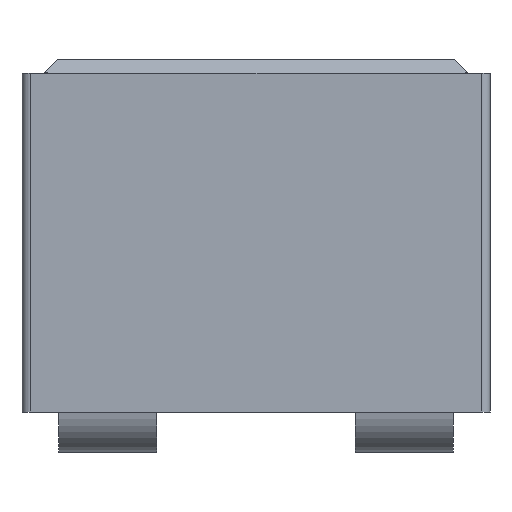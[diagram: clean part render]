
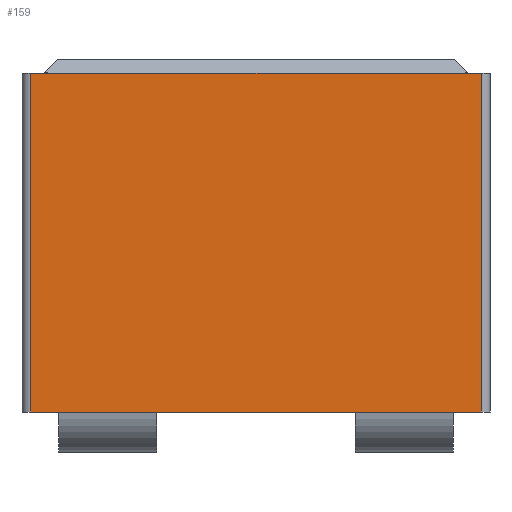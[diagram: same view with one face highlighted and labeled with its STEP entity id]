
A CAD part, left-side view. The second image highlights one B-rep face of the part: STEP entity #159.
In plain terms, the highlighted planar face has unit normal (-1, 0, 0).
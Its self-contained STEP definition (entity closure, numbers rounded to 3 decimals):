
#159 = ADVANCED_FACE( '', ( #401 ), #402, .T. );
#401 = FACE_OUTER_BOUND( '', #734, .T. );
#402 = PLANE( '', #735 );
#734 = EDGE_LOOP( '', ( #1182, #1183, #1184, #1185 ) );
#735 = AXIS2_PLACEMENT_3D( '', #1186, #1187, #1188 );
#1182 = ORIENTED_EDGE( '', *, *, #2266, .T. );
#1183 = ORIENTED_EDGE( '', *, *, #2247, .F. );
#1184 = ORIENTED_EDGE( '', *, *, #2267, .T. );
#1185 = ORIENTED_EDGE( '', *, *, #2222, .F. );
#1186 = CARTESIAN_POINT( '', ( -5.8, -5.25, 7.9 ) );
#1187 = DIRECTION( '', ( -1., 0., 0. ) );
#1188 = DIRECTION( '', ( 0., -1., 0. ) );
#2222 = EDGE_CURVE( '', #2620, #2621, #2622, .T. );
#2247 = EDGE_CURVE( '', #2666, #2668, #2669, .T. );
#2266 = EDGE_CURVE( '', #2620, #2668, #2697, .F. );
#2267 = EDGE_CURVE( '', #2666, #2621, #2698, .T. );
#2620 = VERTEX_POINT( '', #3198 );
#2621 = VERTEX_POINT( '', #3199 );
#2622 = LINE( '', #3200, #3201 );
#2666 = VERTEX_POINT( '', #3258 );
#2668 = VERTEX_POINT( '', #3260 );
#2669 = LINE( '', #3261, #3262 );
#2697 = LINE( '', #3317, #3318 );
#2698 = LINE( '', #3319, #3320 );
#3198 = CARTESIAN_POINT( '', ( -5.8, -5.05, 0. ) );
#3199 = CARTESIAN_POINT( '', ( -5.8, 5.05, 0. ) );
#3200 = CARTESIAN_POINT( '', ( -5.8, -5.25, 0. ) );
#3201 = VECTOR( '', #4412, 1000. );
#3258 = CARTESIAN_POINT( '', ( -5.8, 5.05, 7.6 ) );
#3260 = CARTESIAN_POINT( '', ( -5.8, -5.05, 7.6 ) );
#3261 = CARTESIAN_POINT( '', ( -5.8, 5.25, 7.6 ) );
#3262 = VECTOR( '', #4456, 1000. );
#3317 = CARTESIAN_POINT( '', ( -5.8, -5.05, 7.9 ) );
#3318 = VECTOR( '', #4474, 1000. );
#3319 = CARTESIAN_POINT( '', ( -5.8, 5.05, 7.9 ) );
#3320 = VECTOR( '', #4475, 1000. );
#4412 = DIRECTION( '', ( 0., 1., 0. ) );
#4456 = DIRECTION( '', ( 0., -1., 0. ) );
#4474 = DIRECTION( '', ( 0., 0., -1. ) );
#4475 = DIRECTION( '', ( 0., 0., -1. ) );
